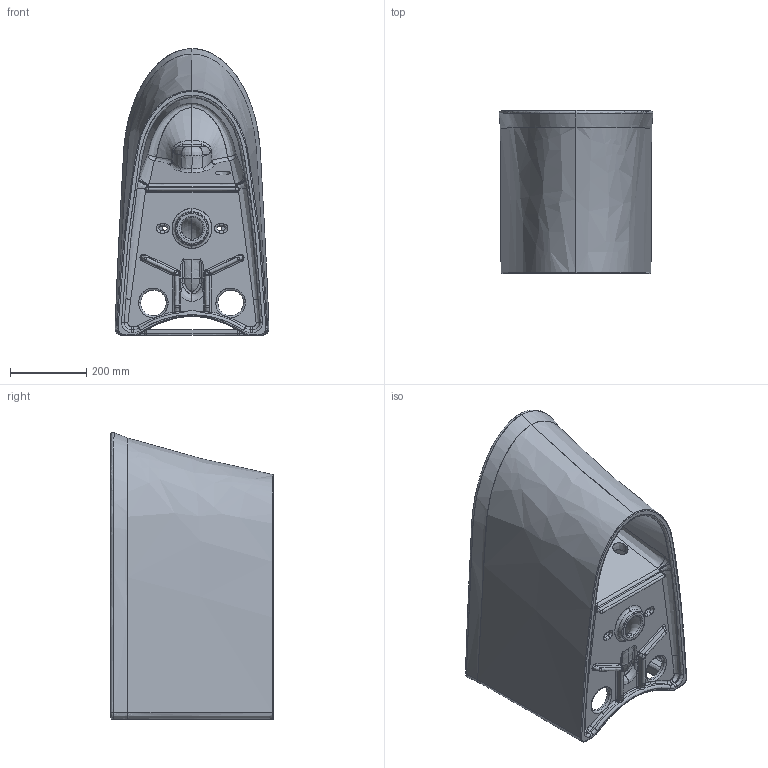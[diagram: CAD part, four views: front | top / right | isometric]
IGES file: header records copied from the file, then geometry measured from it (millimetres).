
Start section: JAMA-IS VERSION  1.0  PTC IGES file: CCAS3232-3D.igs
Global section: file name: CCAS3232-3D.igs; native system: Creo Parametric by PTC Inc.; preprocessor: 2019224; author: 10113538; organization: Unknown; date: 20210512.163309; units: millimetre
Bounding box: 402.61 x 425 x 750.01 mm (x, y, z)
Surface area: 3149598.2 mm2 (no closed solid volume)
Topology: 0 solids, 0 shells, 899 faces, 4703 edges, 4988 vertices
Faces by surface type: bspline 899
